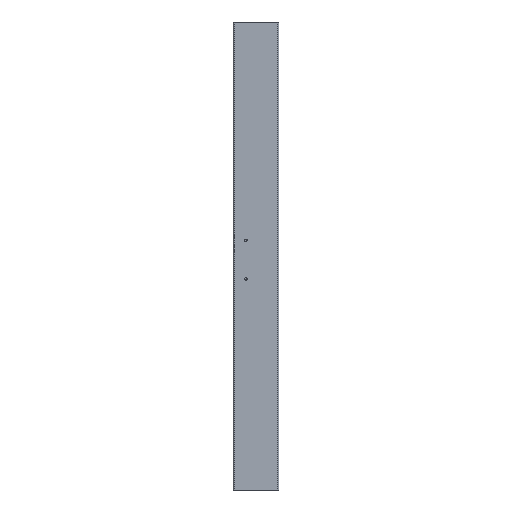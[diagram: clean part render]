
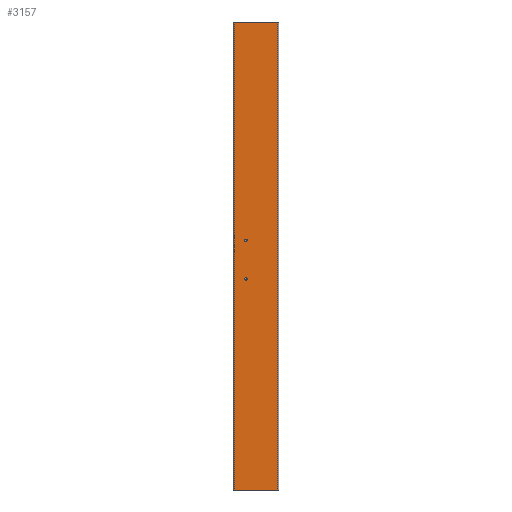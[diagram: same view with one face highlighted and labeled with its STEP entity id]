
A CAD part, left-side view. The second image highlights one B-rep face of the part: STEP entity #3157.
In plain terms, the highlighted planar face has unit normal (-1, 0, 0).
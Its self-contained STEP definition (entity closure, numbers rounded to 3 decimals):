
#8 = ORIENTED_EDGE ( 'NONE', *, *, #2022, .F. ) ;
#51 = DIRECTION ( 'NONE',  ( 0., 0., -1. ) ) ;
#59 = EDGE_CURVE ( 'NONE', #2784, #1345, #854, .T. ) ;
#63 = DIRECTION ( 'NONE',  ( 0., 0., 1. ) ) ;
#76 = DIRECTION ( 'NONE',  ( -1., 0., 0. ) ) ;
#113 = VERTEX_POINT ( 'NONE', #1384 ) ;
#139 = EDGE_LOOP ( 'NONE', ( #8, #664 ) ) ;
#176 = VECTOR ( 'NONE', #51, 1000. ) ;
#179 = CARTESIAN_POINT ( 'NONE',  ( -10., -29., 15. ) ) ;
#186 = VERTEX_POINT ( 'NONE', #179 ) ;
#189 = ORIENTED_EDGE ( 'NONE', *, *, #2794, .F. ) ;
#258 = DIRECTION ( 'NONE',  ( 0., 0., 1. ) ) ;
#259 = CARTESIAN_POINT ( 'NONE',  ( -10., 4., 273.75 ) ) ;
#282 = DIRECTION ( 'NONE',  ( 0., 1., 0. ) ) ;
#290 = LINE ( 'NONE', #2217, #794 ) ;
#327 = DIRECTION ( 'NONE',  ( 0., 0., 1. ) ) ;
#355 = CARTESIAN_POINT ( 'NONE',  ( -10., 4., 273.75 ) ) ;
#368 = CIRCLE ( 'NONE', #2113, 1.25 ) ;
#457 = LINE ( 'NONE', #1997, #176 ) ;
#664 = ORIENTED_EDGE ( 'NONE', *, *, #59, .F. ) ;
#777 = FACE_BOUND ( 'NONE', #1862, .T. ) ;
#789 = DIRECTION ( 'NONE',  ( -1., 0., 0. ) ) ;
#794 = VECTOR ( 'NONE', #1474, 1000. ) ;
#848 = CARTESIAN_POINT ( 'NONE',  ( -10., 4., 272.5 ) ) ;
#849 = ORIENTED_EDGE ( 'NONE', *, *, #2275, .F. ) ;
#854 = CIRCLE ( 'NONE', #2343, 1.25 ) ;
#859 = EDGE_LOOP ( 'NONE', ( #189, #869, #849, #2634 ) ) ;
#869 = ORIENTED_EDGE ( 'NONE', *, *, #1320, .T. ) ;
#876 = DIRECTION ( 'NONE',  ( 0., 0., 1. ) ) ;
#902 = CARTESIAN_POINT ( 'NONE',  ( -10., 19., 500. ) ) ;
#932 = CARTESIAN_POINT ( 'NONE',  ( -10., 16., 500. ) ) ;
#1134 = CARTESIAN_POINT ( 'NONE',  ( -10., 4., 233.75 ) ) ;
#1251 = DIRECTION ( 'NONE',  ( 0., 1., 0. ) ) ;
#1320 = EDGE_CURVE ( 'NONE', #186, #3025, #290, .T. ) ;
#1330 = DIRECTION ( 'NONE',  ( 0., -1., 0. ) ) ;
#1345 = VERTEX_POINT ( 'NONE', #3024 ) ;
#1384 = CARTESIAN_POINT ( 'NONE',  ( -10., 4., 275. ) ) ;
#1385 = CARTESIAN_POINT ( 'NONE',  ( -10., 19., 15. ) ) ;
#1427 = EDGE_CURVE ( 'NONE', #1790, #2415, #457, .T. ) ;
#1465 = VERTEX_POINT ( 'NONE', #848 ) ;
#1474 = DIRECTION ( 'NONE',  ( 0., 0., 1. ) ) ;
#1498 = AXIS2_PLACEMENT_3D ( 'NONE', #2245, #789, #258 ) ;
#1523 = AXIS2_PLACEMENT_3D ( 'NONE', #259, #76, #327 ) ;
#1655 = CARTESIAN_POINT ( 'NONE',  ( -10., 4., 232.5 ) ) ;
#1789 = PLANE ( 'NONE',  #1873 ) ;
#1790 = VERTEX_POINT ( 'NONE', #932 ) ;
#1808 = DIRECTION ( 'NONE',  ( 1., 0., 0. ) ) ;
#1862 = EDGE_LOOP ( 'NONE', ( #2141, #2175 ) ) ;
#1873 = AXIS2_PLACEMENT_3D ( 'NONE', #2668, #1808, #1251 ) ;
#1997 = CARTESIAN_POINT ( 'NONE',  ( -10., 16., 0. ) ) ;
#2022 = EDGE_CURVE ( 'NONE', #1345, #2784, #2199, .T. ) ;
#2032 = LINE ( 'NONE', #1385, #3047 ) ;
#2065 = DIRECTION ( 'NONE',  ( -1., 0., 0. ) ) ;
#2113 = AXIS2_PLACEMENT_3D ( 'NONE', #355, #2065, #63 ) ;
#2119 = LINE ( 'NONE', #902, #2277 ) ;
#2141 = ORIENTED_EDGE ( 'NONE', *, *, #2717, .F. ) ;
#2175 = ORIENTED_EDGE ( 'NONE', *, *, #2959, .F. ) ;
#2199 = CIRCLE ( 'NONE', #1498, 1.25 ) ;
#2217 = CARTESIAN_POINT ( 'NONE',  ( -10., -29., 500. ) ) ;
#2219 = CIRCLE ( 'NONE', #1523, 1.25 ) ;
#2245 = CARTESIAN_POINT ( 'NONE',  ( -10., 4., 233.75 ) ) ;
#2275 = EDGE_CURVE ( 'NONE', #1790, #3025, #2119, .T. ) ;
#2277 = VECTOR ( 'NONE', #1330, 1000. ) ;
#2304 = DIRECTION ( 'NONE',  ( -1., 0., 0. ) ) ;
#2343 = AXIS2_PLACEMENT_3D ( 'NONE', #1134, #2304, #876 ) ;
#2415 = VERTEX_POINT ( 'NONE', #2460 ) ;
#2460 = CARTESIAN_POINT ( 'NONE',  ( -10., 16., 15. ) ) ;
#2634 = ORIENTED_EDGE ( 'NONE', *, *, #1427, .T. ) ;
#2668 = CARTESIAN_POINT ( 'NONE',  ( -10., 19., 500. ) ) ;
#2683 = FACE_OUTER_BOUND ( 'NONE', #859, .T. ) ;
#2717 = EDGE_CURVE ( 'NONE', #113, #1465, #368, .T. ) ;
#2721 = FACE_BOUND ( 'NONE', #139, .T. ) ;
#2784 = VERTEX_POINT ( 'NONE', #1655 ) ;
#2794 = EDGE_CURVE ( 'NONE', #186, #2415, #2032, .T. ) ;
#2959 = EDGE_CURVE ( 'NONE', #1465, #113, #2219, .T. ) ;
#3024 = CARTESIAN_POINT ( 'NONE',  ( -10., 4., 235. ) ) ;
#3025 = VERTEX_POINT ( 'NONE', #3090 ) ;
#3047 = VECTOR ( 'NONE', #282, 1000. ) ;
#3090 = CARTESIAN_POINT ( 'NONE',  ( -10., -29., 500. ) ) ;
#3157 = ADVANCED_FACE ( 'NONE', ( #777, #2721, #2683 ), #1789, .F. ) ;
